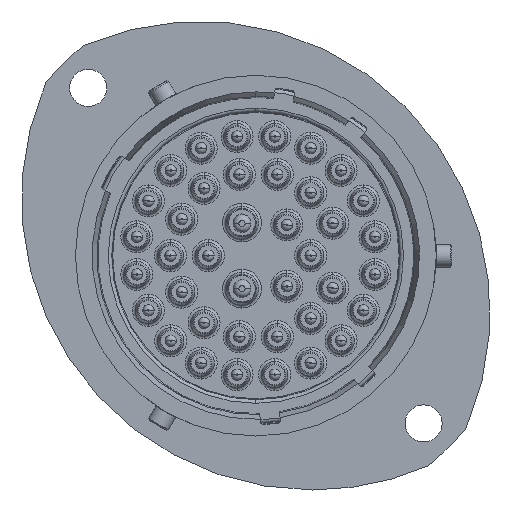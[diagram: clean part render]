
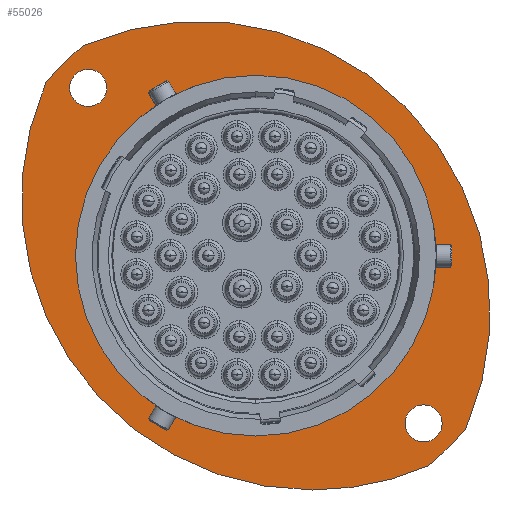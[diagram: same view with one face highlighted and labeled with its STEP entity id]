
A CAD part, left-side view. The second image highlights one B-rep face of the part: STEP entity #55026.
In plain terms, the highlighted planar face has unit normal (-1, 0, 0).
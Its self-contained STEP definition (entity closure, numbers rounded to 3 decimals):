
#2074 = EDGE_CURVE ( 'NONE', #14911, #8244, #4484, .T. ) ;
#3854 = DIRECTION ( 'NONE',  ( -1., 0., 0. ) ) ;
#4484 = CIRCLE ( 'NONE', #52830, 1.625 ) ;
#5983 = CIRCLE ( 'NONE', #71550, 1.625 ) ;
#7250 = CARTESIAN_POINT ( 'NONE',  ( 4.955, 22.618, 16.375 ) ) ;
#8185 = DIRECTION ( 'NONE',  ( -1., 0., 0. ) ) ;
#8244 = VERTEX_POINT ( 'NONE', #37779 ) ;
#9681 = CIRCLE ( 'NONE', #83696, 1.625 ) ;
#9789 = CIRCLE ( 'NONE', #27221, 15.82 ) ;
#10095 = EDGE_LOOP ( 'NONE', ( #50392, #88320 ) ) ;
#10914 = CARTESIAN_POINT ( 'NONE',  ( 4.955, -10.512, -15.104 ) ) ;
#11196 = CARTESIAN_POINT ( 'NONE',  ( 4.955, 7.911, 15.862 ) ) ;
#11200 = EDGE_LOOP ( 'NONE', ( #41701, #39054 ) ) ;
#11478 = CARTESIAN_POINT ( 'NONE',  ( 4.955, 7.911, 0.042 ) ) ;
#11713 = FACE_BOUND ( 'NONE', #11200, .T. ) ;
#12235 = EDGE_CURVE ( 'NONE', #81927, #17904, #5983, .T. ) ;
#12260 = ORIENTED_EDGE ( 'NONE', *, *, #37495, .F. ) ;
#12406 = EDGE_CURVE ( 'NONE', #13704, #44481, #29423, .T. ) ;
#13373 = EDGE_CURVE ( 'NONE', #8244, #14911, #9681, .T. ) ;
#13704 = VERTEX_POINT ( 'NONE', #19131 ) ;
#14099 = CARTESIAN_POINT ( 'NONE',  ( 4.955, -6.797, -14.665 ) ) ;
#14911 = VERTEX_POINT ( 'NONE', #7250 ) ;
#15662 = CARTESIAN_POINT ( 'NONE',  ( 4.955, 7.911, -15.778 ) ) ;
#16232 = EDGE_CURVE ( 'NONE', #44481, #36818, #60453, .T. ) ;
#17904 = VERTEX_POINT ( 'NONE', #60247 ) ;
#19131 = CARTESIAN_POINT ( 'NONE',  ( 4.955, 23.057, 18.465 ) ) ;
#19809 = AXIS2_PLACEMENT_3D ( 'NONE', #43549, #60549, #54314 ) ;
#23426 = CARTESIAN_POINT ( 'NONE',  ( 4.955, 7.911, 0.042 ) ) ;
#23790 = DIRECTION ( 'NONE',  ( 0., 0., 1. ) ) ;
#25713 = ORIENTED_EDGE ( 'NONE', *, *, #76906, .T. ) ;
#25883 = VERTEX_POINT ( 'NONE', #69379 ) ;
#27221 = AXIS2_PLACEMENT_3D ( 'NONE', #23426, #39578, #23790 ) ;
#27830 = DIRECTION ( 'NONE',  ( 0., 0., -1. ) ) ;
#28889 = DIRECTION ( 'NONE',  ( 0., 0., -1. ) ) ;
#29423 = CIRCLE ( 'NONE', #36082, 23.85 ) ;
#31670 = ORIENTED_EDGE ( 'NONE', *, *, #81226, .F. ) ;
#34179 = VERTEX_POINT ( 'NONE', #11196 ) ;
#35536 = CARTESIAN_POINT ( 'NONE',  ( 4.955, -6.797, -14.665 ) ) ;
#36082 = AXIS2_PLACEMENT_3D ( 'NONE', #76894, #63062, #69955 ) ;
#36818 = VERTEX_POINT ( 'NONE', #65963 ) ;
#37495 = EDGE_CURVE ( 'NONE', #41337, #34179, #9789, .T. ) ;
#37631 = AXIS2_PLACEMENT_3D ( 'NONE', #74588, #88612, #60787 ) ;
#37779 = CARTESIAN_POINT ( 'NONE',  ( 4.955, 22.618, 13.125 ) ) ;
#37977 = CARTESIAN_POINT ( 'NONE',  ( 4.955, 7.911, 0.042 ) ) ;
#38997 = DIRECTION ( 'NONE',  ( 0., 0., 1. ) ) ;
#39054 = ORIENTED_EDGE ( 'NONE', *, *, #12235, .F. ) ;
#39578 = DIRECTION ( 'NONE',  ( -1., 0., 0. ) ) ;
#41337 = VERTEX_POINT ( 'NONE', #15662 ) ;
#41701 = ORIENTED_EDGE ( 'NONE', *, *, #78888, .F. ) ;
#43235 = AXIS2_PLACEMENT_3D ( 'NONE', #35536, #83904, #28889 ) ;
#43549 = CARTESIAN_POINT ( 'NONE',  ( 4.955, 2.961, 4.992 ) ) ;
#44481 = VERTEX_POINT ( 'NONE', #51111 ) ;
#44569 = DIRECTION ( 'NONE',  ( -1., 0., 0. ) ) ;
#44574 = DIRECTION ( 'NONE',  ( 0., 0., 1. ) ) ;
#45307 = ORIENTED_EDGE ( 'NONE', *, *, #64902, .T. ) ;
#47265 = ORIENTED_EDGE ( 'NONE', *, *, #16232, .T. ) ;
#48148 = EDGE_LOOP ( 'NONE', ( #47265, #45307, #74557, #25713, #63806 ) ) ;
#48553 = DIRECTION ( 'NONE',  ( -1., 0., 0. ) ) ;
#49460 = CARTESIAN_POINT ( 'NONE',  ( 4.955, -6.797, -13.04 ) ) ;
#50392 = ORIENTED_EDGE ( 'NONE', *, *, #13373, .F. ) ;
#51111 = CARTESIAN_POINT ( 'NONE',  ( 4.955, 26.333, 15.189 ) ) ;
#51189 = DIRECTION ( 'NONE',  ( 0., 0., -1. ) ) ;
#52446 = DIRECTION ( 'NONE',  ( -1., 0., 0. ) ) ;
#52830 = AXIS2_PLACEMENT_3D ( 'NONE', #84628, #64866, #51189 ) ;
#53401 = DIRECTION ( 'NONE',  ( 0., 0., -1. ) ) ;
#54080 = EDGE_LOOP ( 'NONE', ( #31670, #12260 ) ) ;
#54314 = DIRECTION ( 'NONE',  ( 0., 0., -1. ) ) ;
#55026 = ADVANCED_FACE ( 'NONE', ( #66264, #11713, #82310, #71604 ), #81730, .F. ) ;
#55563 = AXIS2_PLACEMENT_3D ( 'NONE', #58595, #44569, #85776 ) ;
#56869 = CIRCLE ( 'NONE', #19809, 25.5 ) ;
#58595 = CARTESIAN_POINT ( 'NONE',  ( 4.955, 12.86, -4.907 ) ) ;
#60247 = CARTESIAN_POINT ( 'NONE',  ( 4.955, -6.797, -16.29 ) ) ;
#60453 = CIRCLE ( 'NONE', #37631, 25.5 ) ;
#60549 = DIRECTION ( 'NONE',  ( -1., 0., 0. ) ) ;
#60753 = EDGE_CURVE ( 'NONE', #25883, #63935, #69624, .T. ) ;
#60787 = DIRECTION ( 'NONE',  ( 0., 0., -1. ) ) ;
#60836 = CARTESIAN_POINT ( 'NONE',  ( 4.955, 23.731, 0.042 ) ) ;
#63062 = DIRECTION ( 'NONE',  ( -1., 0., 0. ) ) ;
#63806 = ORIENTED_EDGE ( 'NONE', *, *, #12406, .T. ) ;
#63935 = VERTEX_POINT ( 'NONE', #10914 ) ;
#64866 = DIRECTION ( 'NONE',  ( -1., 0., 0. ) ) ;
#64902 = EDGE_CURVE ( 'NONE', #36818, #25883, #56869, .T. ) ;
#65963 = CARTESIAN_POINT ( 'NONE',  ( 4.955, 2.961, -20.508 ) ) ;
#66264 = FACE_BOUND ( 'NONE', #10095, .T. ) ;
#68128 = AXIS2_PLACEMENT_3D ( 'NONE', #11478, #52446, #38997 ) ;
#69188 = CARTESIAN_POINT ( 'NONE',  ( 4.955, 22.618, 14.75 ) ) ;
#69379 = CARTESIAN_POINT ( 'NONE',  ( 4.955, -7.236, -18.38 ) ) ;
#69624 = CIRCLE ( 'NONE', #86410, 23.85 ) ;
#69955 = DIRECTION ( 'NONE',  ( 0., 0., 1. ) ) ;
#71550 = AXIS2_PLACEMENT_3D ( 'NONE', #14099, #48553, #27830 ) ;
#71604 = FACE_OUTER_BOUND ( 'NONE', #48148, .T. ) ;
#72332 = CIRCLE ( 'NONE', #68128, 15.82 ) ;
#74336 = DIRECTION ( 'NONE',  ( 1., 0., 0. ) ) ;
#74557 = ORIENTED_EDGE ( 'NONE', *, *, #60753, .T. ) ;
#74588 = CARTESIAN_POINT ( 'NONE',  ( 4.955, 2.961, 4.992 ) ) ;
#76894 = CARTESIAN_POINT ( 'NONE',  ( 4.955, 7.911, 0.042 ) ) ;
#76906 = EDGE_CURVE ( 'NONE', #63935, #13704, #85318, .T. ) ;
#78888 = EDGE_CURVE ( 'NONE', #17904, #81927, #83555, .T. ) ;
#79674 = AXIS2_PLACEMENT_3D ( 'NONE', #60836, #74336, #53401 ) ;
#81226 = EDGE_CURVE ( 'NONE', #34179, #41337, #72332, .T. ) ;
#81730 = PLANE ( 'NONE',  #79674 ) ;
#81927 = VERTEX_POINT ( 'NONE', #49460 ) ;
#82310 = FACE_BOUND ( 'NONE', #54080, .T. ) ;
#82910 = DIRECTION ( 'NONE',  ( 0., 0., -1. ) ) ;
#83555 = CIRCLE ( 'NONE', #43235, 1.625 ) ;
#83696 = AXIS2_PLACEMENT_3D ( 'NONE', #69188, #8185, #82910 ) ;
#83904 = DIRECTION ( 'NONE',  ( -1., 0., 0. ) ) ;
#84628 = CARTESIAN_POINT ( 'NONE',  ( 4.955, 22.618, 14.75 ) ) ;
#85318 = CIRCLE ( 'NONE', #55563, 25.5 ) ;
#85776 = DIRECTION ( 'NONE',  ( 0., 0., -1. ) ) ;
#86410 = AXIS2_PLACEMENT_3D ( 'NONE', #37977, #3854, #44574 ) ;
#88320 = ORIENTED_EDGE ( 'NONE', *, *, #2074, .F. ) ;
#88612 = DIRECTION ( 'NONE',  ( -1., 0., 0. ) ) ;
